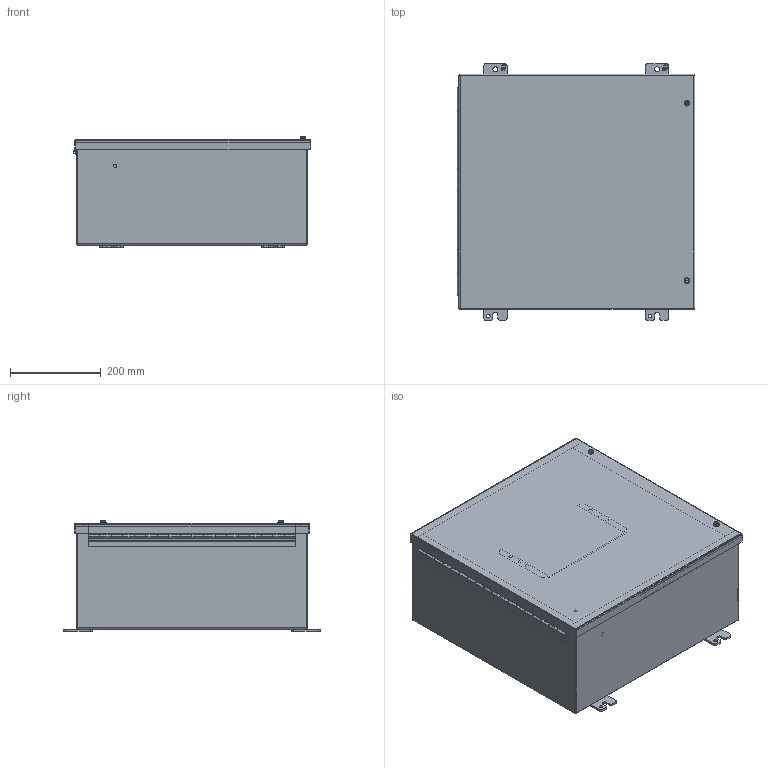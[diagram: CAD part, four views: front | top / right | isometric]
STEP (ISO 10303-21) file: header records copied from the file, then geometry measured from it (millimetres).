
FILE_DESCRIPTION (( 'STEP AP203' ), '1' );
FILE_NAME ('1418JD9_Default.step', '2019-10-31T18:02:25', ( '' ), ( '' ), 'SwSTEP 2.0', 'SolidWorks 2018', '' );
FILE_SCHEMA (( 'CONFIG_CONTROL_DESIGN' ));
Length unit declared in the file: inch
Products named in the file (1): 1418JD9_Default
Bounding box: 523.33 x 565.15 x 243.1 mm (x, y, z)
Volume: 2863658.8 mm3; surface area: 2787058.1 mm2
Topology: 32 solids, 32 shells, 880 faces, 2249 edges, 1456 vertices
Faces by surface type: plane 545, cylinder 293, bspline 30, cone 12
Entity records: 26976 total; most frequent: CARTESIAN_POINT 5254, DIRECTION 4495, ORIENTED_EDGE 4494, EDGE_CURVE 2247, VECTOR 1565, LINE 1565, AXIS2_PLACEMENT_3D 1465, VERTEX_POINT 1456
